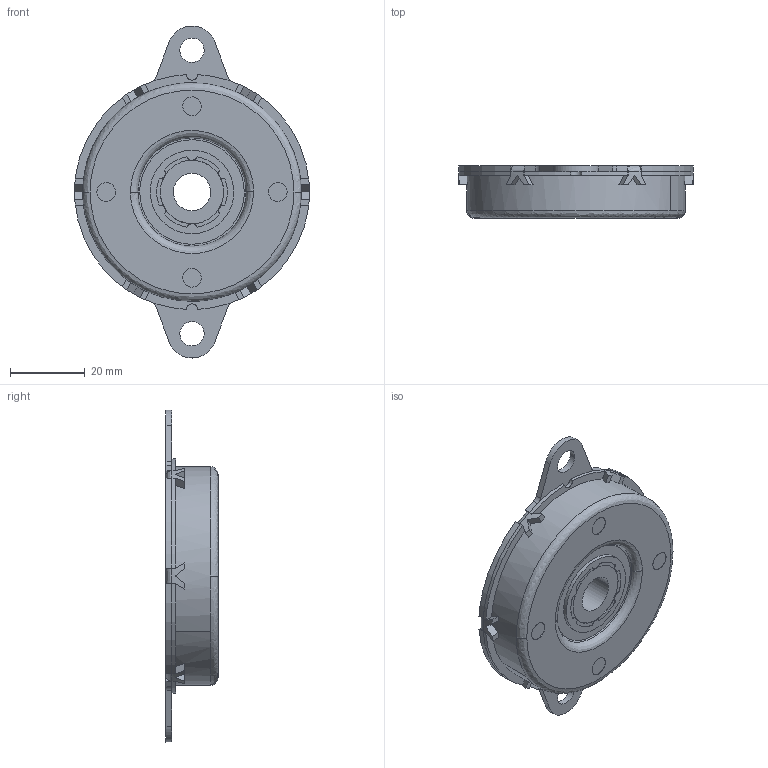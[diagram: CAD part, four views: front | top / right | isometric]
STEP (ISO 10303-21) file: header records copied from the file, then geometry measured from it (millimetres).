
FILE_DESCRIPTION((''),'2;1');
FILE_NAME('','2007-04-03T09:59:35',(''),(''),'','CADfix','');
FILE_SCHEMA(('AUTOMOTIVE_DESIGN { 1 0 10303 214 1 1 1 1 }'));
Length unit declared in the file: millimetre
Bounding box: 63 x 14 x 89 mm (x, y, z)
Volume: 36075.2 mm3; surface area: 13600.3 mm2
Topology: 2 solids, 2 shells, 218 faces, 662 edges, 462 vertices
Faces by surface type: bspline 218
Entity records: 7747 total; most frequent: CARTESIAN_POINT 4142, ORIENTED_EDGE 1324, EDGE_CURVE 662, VERTEX_POINT 462, QUASI_UNIFORM_CURVE 264, EDGE_LOOP 240, FACE_OUTER_BOUND 218, ADVANCED_FACE 218
